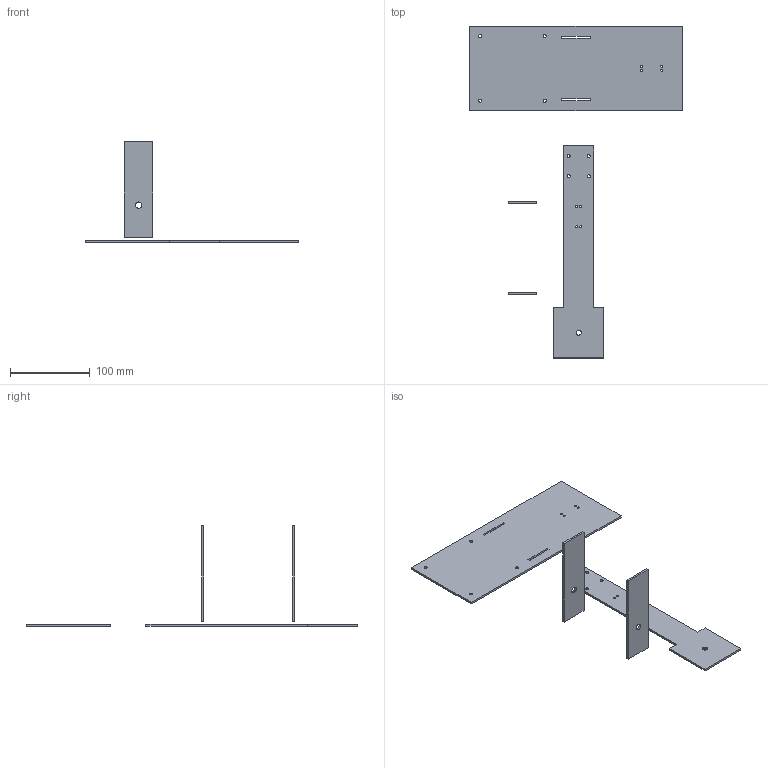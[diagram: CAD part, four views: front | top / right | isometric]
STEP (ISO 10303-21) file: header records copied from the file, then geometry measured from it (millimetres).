
FILE_DESCRIPTION(/* description */ (''),/* implementation_level */ '2;1');
FILE_NAME(/* name */ 'catapult2.step',/* time_stamp */ '2025-10-15T18:34:45-04:00',/* author */ (''),/* organization */ (''),/* preprocessor_version */ 'ST-DEVELOPER v20.1',/* originating_system */ 'Autodesk Translation Framework v14.10.0.0',/* authorisation */ '');
FILE_SCHEMA (('AUTOMOTIVE_DESIGN { 1 0 10303 214 3 1 1 }'));
Length unit declared in the file: inch
Products named in the file (1): catapult v1
Bounding box: 266.7 x 417.64 x 127 mm (x, y, z)
Volume: 122842.1 mm3; surface area: 102857.3 mm2
Topology: 4 solids, 4 shells, 55 faces, 141 edges, 94 vertices
Faces by surface type: plane 36, cylinder 19
Full cylindrical faces by diameter (mm): 2.54 x8, 3.81 x8, 6.35 x1, 7.95 x2
Entity records: 1789 total; most frequent: DIRECTION 291, CARTESIAN_POINT 291, ORIENTED_EDGE 282, EDGE_CURVE 141, LINE 103, VECTOR 103, EDGE_LOOP 97, VERTEX_POINT 94
